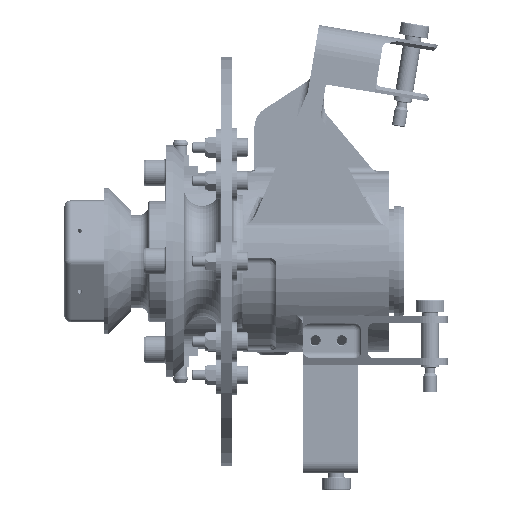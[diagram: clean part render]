
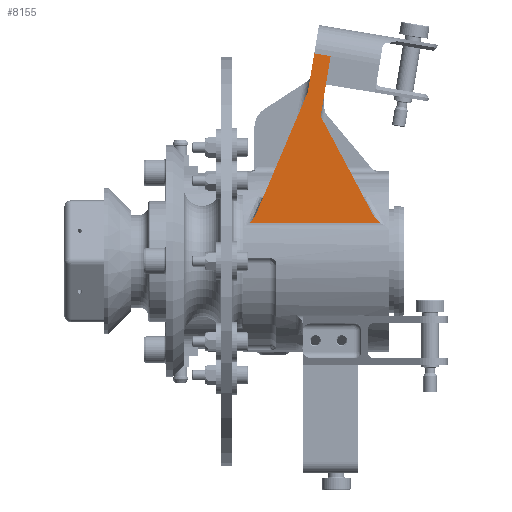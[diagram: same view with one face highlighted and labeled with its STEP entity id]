
A CAD part, left-side view. The second image highlights one B-rep face of the part: STEP entity #8155.
In plain terms, the highlighted face is planar.
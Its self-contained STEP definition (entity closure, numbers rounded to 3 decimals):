
#6267=FACE_OUTER_BOUND('',#15647,.T.);
#7584=PLANE('',#34618);
#8155=ADVANCED_FACE('',(#6267),#7584,.T.);
#10809=LINE('',#50415,#12393);
#10835=LINE('',#50527,#12419);
#10844=LINE('',#50553,#12428);
#10845=LINE('',#50563,#12429);
#10846=LINE('',#50572,#12430);
#10847=LINE('',#50575,#12431);
#12393=VECTOR('',#38806,1.);
#12419=VECTOR('',#38894,1.);
#12428=VECTOR('',#38913,1.);
#12429=VECTOR('',#38914,1.);
#12430=VECTOR('',#38915,1.);
#12431=VECTOR('',#38918,1.);
#13763=B_SPLINE_CURVE_WITH_KNOTS('',3,(#50556,#50557,#50558,#50559,#50560,
#50561),.UNSPECIFIED.,.F.,.F.,(4,2,4),(0.,0.5,1.),.UNSPECIFIED.);
#13764=B_SPLINE_CURVE_WITH_KNOTS('',3,(#50565,#50566,#50567,#50568,#50569,
#50570),.UNSPECIFIED.,.F.,.F.,(4,2,4),(0.,0.5,1.),.UNSPECIFIED.);
#15647=EDGE_LOOP('',(#18949,#18950,#18951,#18952,#18953,#18954,#18955,#18956,
#18957,#18958));
#18949=ORIENTED_EDGE('',*,*,#29190,.F.);
#18950=ORIENTED_EDGE('',*,*,#29191,.T.);
#18951=ORIENTED_EDGE('',*,*,#29192,.T.);
#18952=ORIENTED_EDGE('',*,*,#29193,.T.);
#18953=ORIENTED_EDGE('',*,*,#29194,.F.);
#18954=ORIENTED_EDGE('',*,*,#29195,.T.);
#18955=ORIENTED_EDGE('',*,*,#29177,.F.);
#18956=ORIENTED_EDGE('',*,*,#29196,.T.);
#18957=ORIENTED_EDGE('',*,*,#29121,.T.);
#18958=ORIENTED_EDGE('',*,*,#29197,.T.);
#26285=VERTEX_POINT('',#50414);
#26286=VERTEX_POINT('',#50416);
#26341=VERTEX_POINT('',#50528);
#26342=VERTEX_POINT('',#50529);
#26353=VERTEX_POINT('',#50554);
#26354=VERTEX_POINT('',#50555);
#26355=VERTEX_POINT('',#50562);
#26356=VERTEX_POINT('',#50564);
#26357=VERTEX_POINT('',#50571);
#26358=VERTEX_POINT('',#50573);
#29121=EDGE_CURVE('',#26286,#26285,#10809,.T.);
#29177=EDGE_CURVE('',#26341,#26342,#10835,.T.);
#29190=EDGE_CURVE('',#26353,#26354,#10844,.T.);
#29191=EDGE_CURVE('',#26353,#26355,#13763,.T.);
#29192=EDGE_CURVE('',#26355,#26356,#10845,.T.);
#29193=EDGE_CURVE('',#26356,#26357,#13764,.T.);
#29194=EDGE_CURVE('',#26358,#26357,#10846,.T.);
#29195=EDGE_CURVE('',#26358,#26342,#32702,.T.);
#29196=EDGE_CURVE('',#26341,#26286,#10847,.T.);
#29197=EDGE_CURVE('',#26285,#26354,#32703,.T.);
#32702=CIRCLE('',#34616,3.);
#32703=CIRCLE('',#34617,3.);
#34616=AXIS2_PLACEMENT_3D('',#50574,#38916,#38917);
#34617=AXIS2_PLACEMENT_3D('',#50576,#38919,#38920);
#34618=AXIS2_PLACEMENT_3D('',#50577,#38921,#38922);
#38806=DIRECTION('',(0.,-0.164,-0.986));
#38894=DIRECTION('',(0.,-0.164,-0.986));
#38913=DIRECTION('',(0.,0.391,0.921));
#38914=DIRECTION('',(0.,1.,0.));
#38915=DIRECTION('',(0.,0.469,-0.883));
#38916=DIRECTION('',(-1.,0.,0.));
#38917=DIRECTION('',(0.,0.,-1.));
#38918=DIRECTION('',(0.,-0.986,0.164));
#38919=DIRECTION('',(-1.,0.,0.));
#38920=DIRECTION('',(0.,0.,-1.));
#38921=DIRECTION('',(1.,0.,0.));
#38922=DIRECTION('',(0.,0.,-1.));
#50414=CARTESIAN_POINT('',(37.5,29.231,76.906));
#50415=CARTESIAN_POINT('',(37.5,22.547,36.718));
#50416=CARTESIAN_POINT('',(37.5,32.083,94.055));
#50527=CARTESIAN_POINT('',(37.5,17.409,-39.888));
#50528=CARTESIAN_POINT('',(37.5,39.481,92.824));
#50529=CARTESIAN_POINT('',(37.5,35.13,66.665));
#50553=CARTESIAN_POINT('',(37.5,29.172,76.555));
#50554=CARTESIAN_POINT('',(37.5,5.949,21.844));
#50555=CARTESIAN_POINT('',(37.5,29.033,76.226));
#50556=CARTESIAN_POINT('',(37.5,5.949,21.844));
#50557=CARTESIAN_POINT('',(37.5,5.565,20.941));
#50558=CARTESIAN_POINT('',(37.5,5.088,20.098));
#50559=CARTESIAN_POINT('',(37.5,3.958,18.525));
#50560=CARTESIAN_POINT('',(37.5,3.306,17.774));
#50561=CARTESIAN_POINT('',(37.5,2.506,17.197));
#50562=CARTESIAN_POINT('',(37.5,2.506,17.197));
#50563=CARTESIAN_POINT('',(37.5,61.064,17.197));
#50564=CARTESIAN_POINT('',(37.5,62.17,17.197));
#50565=CARTESIAN_POINT('',(37.5,62.17,17.197));
#50566=CARTESIAN_POINT('',(37.5,61.346,17.74));
#50567=CARTESIAN_POINT('',(37.5,60.656,18.43));
#50568=CARTESIAN_POINT('',(37.5,59.396,19.933));
#50569=CARTESIAN_POINT('',(37.5,58.849,20.741));
#50570=CARTESIAN_POINT('',(37.5,58.388,21.608));
#50571=CARTESIAN_POINT('',(37.5,58.388,21.608));
#50572=CARTESIAN_POINT('',(37.5,64.56,10.));
#50573=CARTESIAN_POINT('',(37.5,35.441,64.765));
#50574=CARTESIAN_POINT('',(37.5,38.09,66.173));
#50575=CARTESIAN_POINT('',(37.5,-387.818,163.892));
#50576=CARTESIAN_POINT('',(37.5,26.271,77.399));
#50577=CARTESIAN_POINT('',(37.5,-397.354,106.555));
